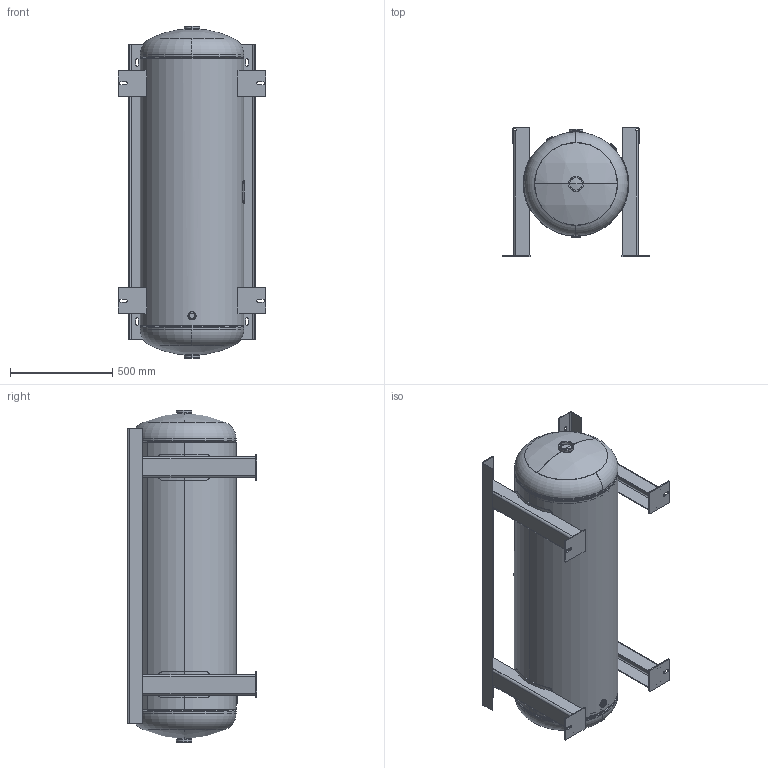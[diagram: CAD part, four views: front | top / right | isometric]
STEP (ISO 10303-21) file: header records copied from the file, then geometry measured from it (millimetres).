
FILE_DESCRIPTION (( 'STEP AP214' ), '1' );
FILE_NAME ('305440.STEP', '2023-09-27T14:59:29', ( '' ), ( '' ), 'SwSTEP 2.0', 'SolidWorks 2022', '' );
FILE_SCHEMA (( 'AUTOMOTIVE_DESIGN' ));
Length unit declared in the file: millimetre
Products named in the file (1): 305440
Bounding box: 723.89 x 634.73 x 1627.02 mm (x, y, z)
Volume: 15372699.4 mm3; surface area: 8017965 mm2
Topology: 26 solids, 26 shells, 557 faces, 1262 edges, 774 vertices
Faces by surface type: plane 216, cylinder 175, torus 118, bspline 40, sphere 8
Entity records: 31282 total; most frequent: CARTESIAN_POINT 12226, DIRECTION 2742, ORIENTED_EDGE 2524, EDGE_CURVE 1262, AXIS2_PLACEMENT_3D 1106, VERTEX_POINT 774, EDGE_LOOP 626, CIRCLE 588
